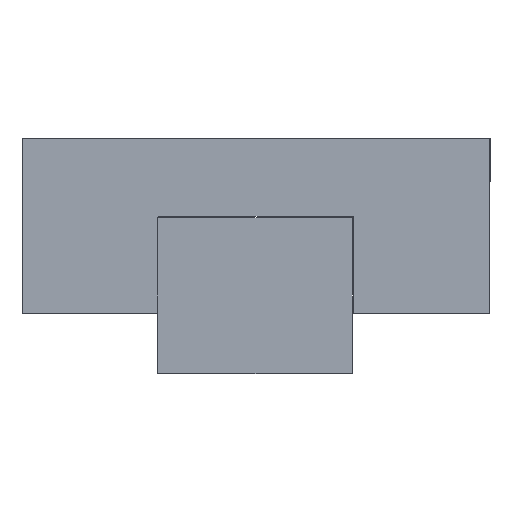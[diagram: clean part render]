
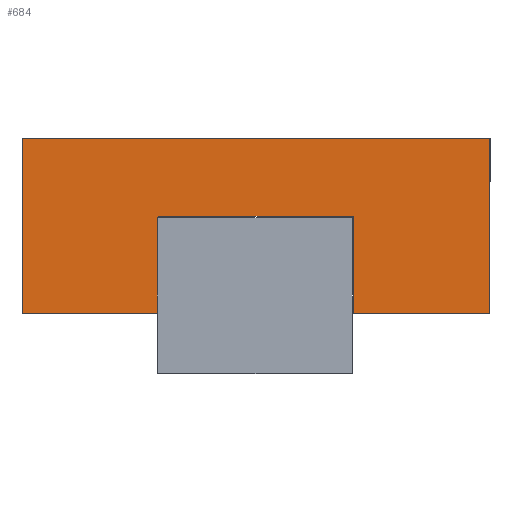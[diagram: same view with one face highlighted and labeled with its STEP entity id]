
A CAD part, left-side view. The second image highlights one B-rep face of the part: STEP entity #684.
In plain terms, the highlighted face is planar.
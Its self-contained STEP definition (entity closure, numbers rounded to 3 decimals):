
#78=PLANE('',#785);
#119=FACE_OUTER_BOUND('',#183,.T.);
#183=EDGE_LOOP('',(#620,#621,#622,#623,#624,#625,#626,#627));
#214=LINE('',#1140,#266);
#217=LINE('',#1146,#269);
#220=LINE('',#1152,#272);
#223=LINE('',#1158,#275);
#226=LINE('',#1164,#278);
#229=LINE('',#1170,#281);
#232=LINE('',#1176,#284);
#235=LINE('',#1180,#287);
#266=VECTOR('',#953,10.);
#269=VECTOR('',#958,10.);
#272=VECTOR('',#963,10.);
#275=VECTOR('',#968,10.);
#278=VECTOR('',#973,10.);
#281=VECTOR('',#978,10.);
#284=VECTOR('',#983,10.);
#287=VECTOR('',#988,10.);
#362=VERTEX_POINT('',#1137);
#363=VERTEX_POINT('',#1139);
#365=VERTEX_POINT('',#1145);
#367=VERTEX_POINT('',#1151);
#369=VERTEX_POINT('',#1157);
#371=VERTEX_POINT('',#1163);
#373=VERTEX_POINT('',#1169);
#375=VERTEX_POINT('',#1175);
#438=EDGE_CURVE('',#363,#362,#214,.T.);
#441=EDGE_CURVE('',#365,#363,#217,.T.);
#444=EDGE_CURVE('',#367,#365,#220,.T.);
#447=EDGE_CURVE('',#369,#367,#223,.T.);
#450=EDGE_CURVE('',#371,#369,#226,.T.);
#453=EDGE_CURVE('',#373,#371,#229,.T.);
#456=EDGE_CURVE('',#375,#373,#232,.T.);
#459=EDGE_CURVE('',#362,#375,#235,.T.);
#620=ORIENTED_EDGE('',*,*,#459,.T.);
#621=ORIENTED_EDGE('',*,*,#456,.T.);
#622=ORIENTED_EDGE('',*,*,#453,.T.);
#623=ORIENTED_EDGE('',*,*,#450,.T.);
#624=ORIENTED_EDGE('',*,*,#447,.T.);
#625=ORIENTED_EDGE('',*,*,#444,.T.);
#626=ORIENTED_EDGE('',*,*,#441,.T.);
#627=ORIENTED_EDGE('',*,*,#438,.T.);
#684=ADVANCED_FACE('',(#119),#78,.T.);
#785=AXIS2_PLACEMENT_3D('',#1182,#991,#992);
#953=DIRECTION('',(0.,-1.,0.));
#958=DIRECTION('',(1.,0.,0.));
#963=DIRECTION('',(0.,1.,0.));
#968=DIRECTION('',(-1.,0.,0.));
#973=DIRECTION('',(0.,-1.,0.));
#978=DIRECTION('',(-1.,0.,0.));
#983=DIRECTION('',(0.,1.,0.));
#988=DIRECTION('',(-1.,0.,0.));
#991=DIRECTION('center_axis',(0.,0.,-1.));
#992=DIRECTION('ref_axis',(-1.,0.,0.));
#1137=CARTESIAN_POINT('',(6.,1.5,0.1));
#1139=CARTESIAN_POINT('',(6.,6.,0.1));
#1140=CARTESIAN_POINT('',(6.,6.,0.1));
#1145=CARTESIAN_POINT('',(-6.,6.,0.1));
#1146=CARTESIAN_POINT('',(-6.,6.,0.1));
#1151=CARTESIAN_POINT('',(-6.,1.5,0.1));
#1152=CARTESIAN_POINT('',(-6.,1.5,0.1));
#1157=CARTESIAN_POINT('',(-2.5,1.5,0.1));
#1158=CARTESIAN_POINT('',(6.,1.5,0.1));
#1163=CARTESIAN_POINT('',(-2.5,4.,0.1));
#1164=CARTESIAN_POINT('',(-2.5,4.,0.1));
#1169=CARTESIAN_POINT('',(2.5,4.,0.1));
#1170=CARTESIAN_POINT('',(2.5,4.,0.1));
#1175=CARTESIAN_POINT('',(2.5,1.5,0.1));
#1176=CARTESIAN_POINT('',(2.5,0.,0.1));
#1180=CARTESIAN_POINT('',(6.,1.5,0.1));
#1182=CARTESIAN_POINT('Origin',(0.,3.75,0.1));
